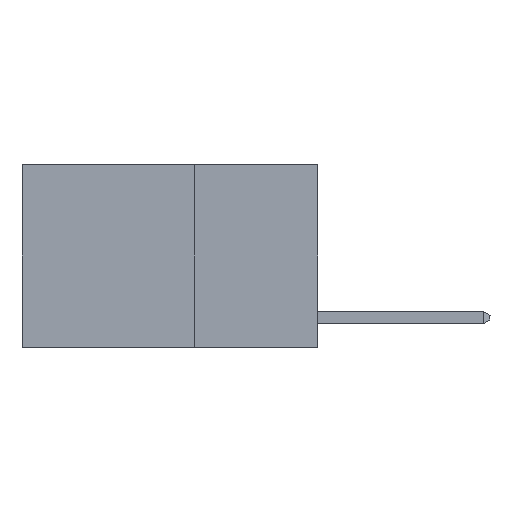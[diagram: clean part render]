
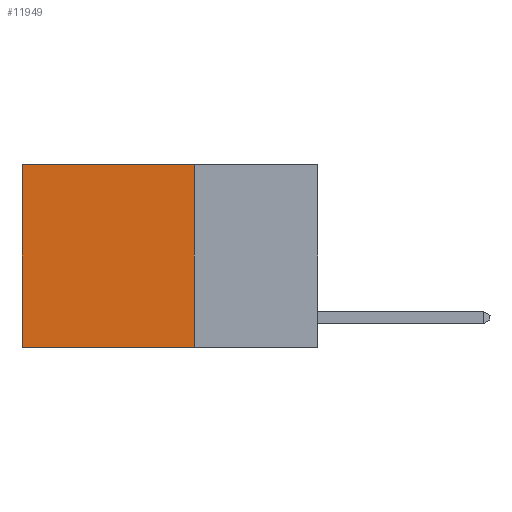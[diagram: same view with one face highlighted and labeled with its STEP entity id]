
A CAD part, left-side view. The second image highlights one B-rep face of the part: STEP entity #11949.
In plain terms, the highlighted planar face has unit normal (-1, 0, 0).
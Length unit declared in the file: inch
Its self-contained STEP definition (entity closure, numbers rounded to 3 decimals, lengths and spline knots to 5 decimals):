
#64 = DIRECTION ( 'NONE',  ( 0., 0., -1. ) ) ;
#666 = CARTESIAN_POINT ( 'NONE',  ( 0.2625, 0.25, 0. ) ) ;
#1947 = DIRECTION ( 'NONE',  ( 0., 0., -1. ) ) ;
#2837 = ORIENTED_EDGE ( 'NONE', *, *, #9924, .T. ) ;
#3205 = FACE_OUTER_BOUND ( 'NONE', #11238, .T. ) ;
#3283 = CARTESIAN_POINT ( 'NONE',  ( 0.2625, 0.25, -0.37 ) ) ;
#3772 = VERTEX_POINT ( 'NONE', #14360 ) ;
#3782 = EDGE_CURVE ( 'NONE', #3772, #11976, #8730, .T. ) ;
#3888 = CARTESIAN_POINT ( 'NONE',  ( 0.2625, 0.6, -0.37 ) ) ;
#3926 = LINE ( 'NONE', #5975, #9846 ) ;
#3992 = ORIENTED_EDGE ( 'NONE', *, *, #5008, .T. ) ;
#4947 = VERTEX_POINT ( 'NONE', #7565 ) ;
#5008 = EDGE_CURVE ( 'NONE', #4947, #5613, #6533, .T. ) ;
#5412 = EDGE_CURVE ( 'NONE', #11976, #5613, #3926, .T. ) ;
#5613 = VERTEX_POINT ( 'NONE', #3888 ) ;
#5975 = CARTESIAN_POINT ( 'NONE',  ( 0.2625, 0.25, -0.37 ) ) ;
#6533 = LINE ( 'NONE', #14573, #12388 ) ;
#7565 = CARTESIAN_POINT ( 'NONE',  ( 0.2625, 0.6, 0. ) ) ;
#8381 = DIRECTION ( 'NONE',  ( 0., 1., 0. ) ) ;
#8730 = LINE ( 'NONE', #10971, #14842 ) ;
#8797 = DIRECTION ( 'NONE',  ( 0., 0., -1. ) ) ;
#9173 = DIRECTION ( 'NONE',  ( 1., 0., 0. ) ) ;
#9846 = VECTOR ( 'NONE', #8381, 39.37008 ) ;
#9924 = EDGE_CURVE ( 'NONE', #3772, #4947, #10250, .T. ) ;
#10250 = LINE ( 'NONE', #12438, #12971 ) ;
#10971 = CARTESIAN_POINT ( 'NONE',  ( 0.2625, 0.25, 0. ) ) ;
#11007 = AXIS2_PLACEMENT_3D ( 'NONE', #666, #9173, #1947 ) ;
#11238 = EDGE_LOOP ( 'NONE', ( #3992, #14069, #12147, #2837 ) ) ;
#11949 = ADVANCED_FACE ( 'NONE', ( #3205 ), #13755, .F. ) ;
#11976 = VERTEX_POINT ( 'NONE', #3283 ) ;
#12147 = ORIENTED_EDGE ( 'NONE', *, *, #3782, .F. ) ;
#12388 = VECTOR ( 'NONE', #8797, 39.37008 ) ;
#12438 = CARTESIAN_POINT ( 'NONE',  ( 0.2625, 0.25, 0. ) ) ;
#12971 = VECTOR ( 'NONE', #13569, 39.37008 ) ;
#13569 = DIRECTION ( 'NONE',  ( 0., 1., 0. ) ) ;
#13755 = PLANE ( 'NONE',  #11007 ) ;
#14069 = ORIENTED_EDGE ( 'NONE', *, *, #5412, .F. ) ;
#14360 = CARTESIAN_POINT ( 'NONE',  ( 0.2625, 0.25, 0. ) ) ;
#14573 = CARTESIAN_POINT ( 'NONE',  ( 0.2625, 0.6, 0. ) ) ;
#14842 = VECTOR ( 'NONE', #64, 39.37008 ) ;
